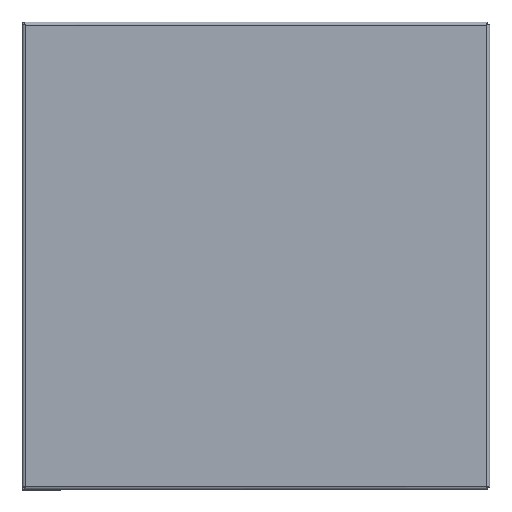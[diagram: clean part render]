
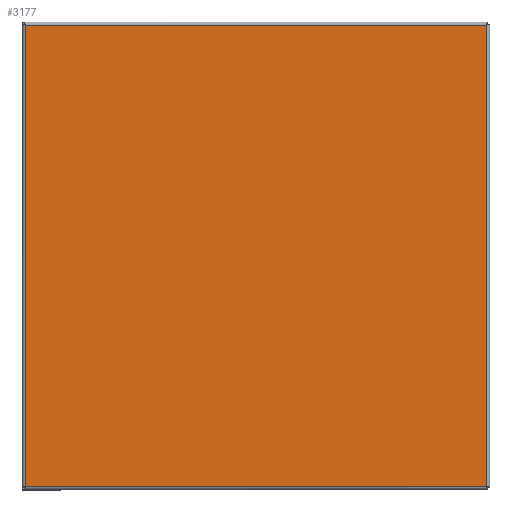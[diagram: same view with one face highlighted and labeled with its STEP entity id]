
A CAD part, top view. The second image highlights one B-rep face of the part: STEP entity #3177.
In plain terms, the highlighted planar face has unit normal (0, 0, 1).
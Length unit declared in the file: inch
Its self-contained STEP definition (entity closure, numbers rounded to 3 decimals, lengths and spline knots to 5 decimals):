
#325=PLANE($,#3392);
#519=LINE($,#5072,#731);
#524=LINE($,#5151,#736);
#528=LINE($,#5228,#740);
#532=LINE($,#5304,#744);
#731=VECTOR($,#3910,15.9145);
#736=VECTOR($,#3921,15.9145);
#740=VECTOR($,#3931,15.9145);
#744=VECTOR($,#3941,15.9145);
#1031=FACE_OUTER_BOUND($,#1243,.T.);
#1243=EDGE_LOOP($,(#2479,#2480,#2481,#2482));
#1605=VERTEX_POINT($,#5063);
#1606=VERTEX_POINT($,#5071);
#1609=VERTEX_POINT($,#5143);
#1611=VERTEX_POINT($,#5220);
#1906=EDGE_CURVE($,#1606,#1605,#519,.T.);
#1915=EDGE_CURVE($,#1605,#1609,#524,.T.);
#1923=EDGE_CURVE($,#1609,#1611,#528,.T.);
#1931=EDGE_CURVE($,#1611,#1606,#532,.T.);
#2479=ORIENTED_EDGE($,*,*,#1906,.T.);
#2480=ORIENTED_EDGE($,*,*,#1915,.T.);
#2481=ORIENTED_EDGE($,*,*,#1923,.T.);
#2482=ORIENTED_EDGE($,*,*,#1931,.T.);
#3177=ADVANCED_FACE($,(#1031),#325,.T.);
#3392=AXIS2_PLACEMENT_3D($,#5370,#3948,#3949);
#3910=DIRECTION($,(0.,1.,0.));
#3921=DIRECTION($,(-1.,0.,0.));
#3931=DIRECTION($,(0.,-1.,0.));
#3941=DIRECTION($,(1.,0.,0.));
#3948=DIRECTION('center_axis',(0.,0.,1.));
#3949=DIRECTION('ref_axis',(1.,0.,0.));
#5063=CARTESIAN_POINT('',(16.01975,16.01975,0.074));
#5071=CARTESIAN_POINT('',(16.01975,0.10525,0.074));
#5072=CARTESIAN_POINT($,(16.01975,4.08388,0.074));
#5143=CARTESIAN_POINT('',(0.10525,16.01975,0.074));
#5151=CARTESIAN_POINT($,(12.04113,16.01975,0.074));
#5220=CARTESIAN_POINT('',(0.10525,0.10525,0.074));
#5228=CARTESIAN_POINT($,(0.10525,12.04113,0.074));
#5304=CARTESIAN_POINT($,(4.08388,0.10525,0.074));
#5370=CARTESIAN_POINT('Origin',(8.0625,8.0625,0.074));
